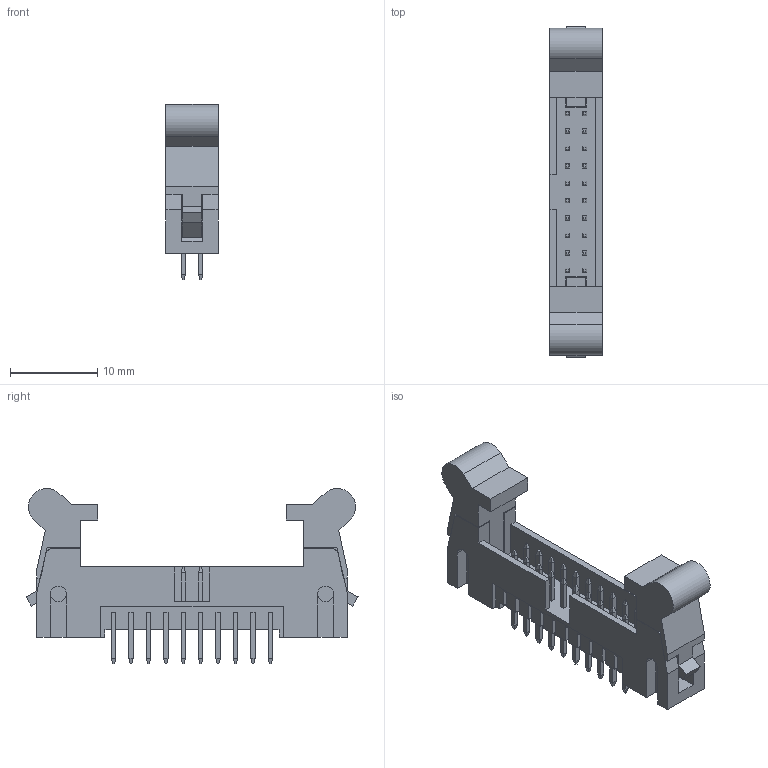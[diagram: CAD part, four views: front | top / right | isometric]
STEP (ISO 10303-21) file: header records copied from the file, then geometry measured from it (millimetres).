
FILE_DESCRIPTION(/* description */ ('Unknown'),/* implementation_level */ '2;1');
FILE_NAME(/* name */ 'J_Wurth_WR-BHD_62502022021',/* time_stamp */ '2025-05-19T10:19:11+08:00',/* author */ ('Unknown'),/* organization */ ('Unknown'),/* preprocessor_version */ 'ST-DEVELOPER v19.4',/* originating_system */ 'Solid Edge',/* authorisation */ 'Unknown');
FILE_SCHEMA (('AUTOMOTIVE_DESIGN {1 0 10303 214 3 1 1}'));
Length unit declared in the file: millimetre
Products named in the file (2): J_Wurth_WR-BHD_62502022021
Assembly tree (1 placements, depth 2):
  J_Wurth_WR-BHD_62502022021
    J_Wurth_WR-BHD_62502022021
Bounding box: 6 x 38.12 x 20.1 mm (x, y, z)
Volume: 1516.5 mm3; surface area: 2988.1 mm2
Topology: 23 solids, 23 shells, 596 faces, 1518 edges, 948 vertices
Faces by surface type: plane 566, cylinder 26, cone 4
Full cylindrical faces by diameter (mm): 1.8 x4
Entity records: 17646 total; most frequent: CARTESIAN_POINT 3072, ORIENTED_EDGE 3028, DIRECTION 2766, EDGE_CURVE 1514, LINE 1450, VECTOR 1450, VERTEX_POINT 948, AXIS2_PLACEMENT_3D 658
